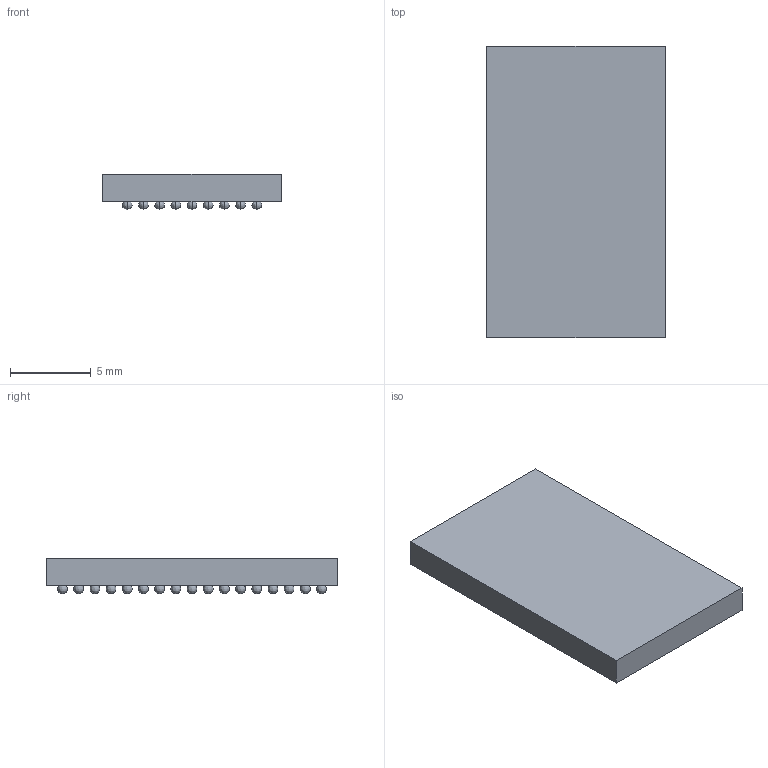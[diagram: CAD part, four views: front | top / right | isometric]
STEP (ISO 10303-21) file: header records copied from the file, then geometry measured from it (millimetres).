
FILE_DESCRIPTION (( 'STEP AP214' ), '1' );
FILE_NAME ('BGA-153.STEP', '2021-08-18T19:42:15', ( '' ), ( '' ), 'SwSTEP 2.0', 'SolidWorks 2021', '' );
FILE_SCHEMA (( 'AUTOMOTIVE_DESIGN' ));
Length unit declared in the file: millimetre
Products named in the file (1): User Library-bga153p1800x1100h220
Bounding box: 11 x 18 x 2.2 mm (x, y, z)
Volume: 352.6 mm3; surface area: 614.8 mm2
Topology: 1 solids, 1 shells, 312 faces, 930 edges, 467 vertices
Faces by surface type: bspline 306, plane 6
Entity records: 11884 total; most frequent: CARTESIAN_POINT 6912, ORIENTED_EDGE 1248, DIRECTION 638, EDGE_CURVE 624, VERTEX_POINT 467, EDGE_LOOP 465, AXIS2_PLACEMENT_3D 313, ADVANCED_FACE 312
